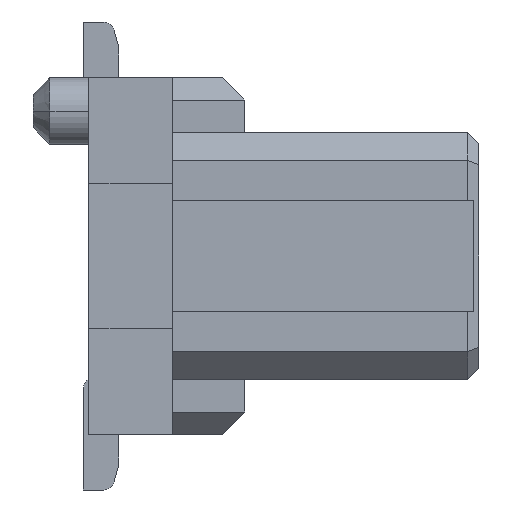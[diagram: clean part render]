
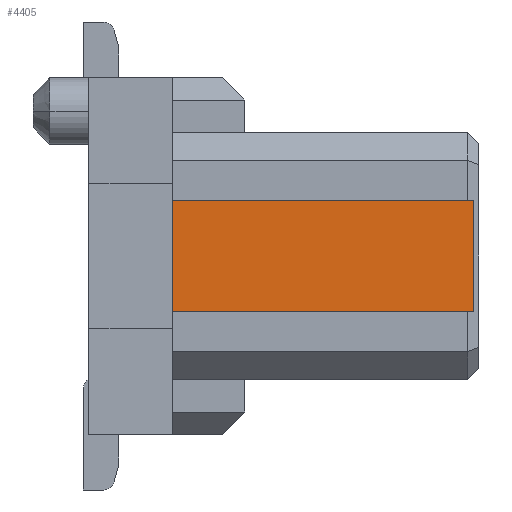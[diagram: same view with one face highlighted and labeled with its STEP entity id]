
A CAD part, left-side view. The second image highlights one B-rep face of the part: STEP entity #4405.
In plain terms, the highlighted planar face has unit normal (-1, 0, 0).
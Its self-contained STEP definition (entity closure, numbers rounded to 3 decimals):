
#2398=CARTESIAN_POINT('',(0.425,2.84,-2.1));
#2399=VERTEX_POINT('',#2398);
#2406=CARTESIAN_POINT('',(0.425,2.84,-1.1));
#2407=VERTEX_POINT('',#2406);
#2408=CARTESIAN_POINT('',(0.425,2.84,-2.1));
#2409=DIRECTION('',(0.,0.,1.));
#2410=VECTOR('',#2409,1.);
#2411=LINE('',#2408,#2410);
#2412=EDGE_CURVE('',#2399,#2407,#2411,.T.);
#4365=CARTESIAN_POINT('',(0.425,0.14,-2.1));
#4366=VERTEX_POINT('',#4365);
#4373=CARTESIAN_POINT('',(0.425,0.14,-2.1));
#4374=DIRECTION('',(0.,1.,0.));
#4375=VECTOR('',#4374,2.7);
#4376=LINE('',#4373,#4375);
#4377=EDGE_CURVE('',#4366,#2399,#4376,.T.);
#4382=CARTESIAN_POINT('',(0.425,2.894,-2.12));
#4383=DIRECTION('',(0.,0.,1.));
#4384=DIRECTION('',(-1.,0.,0.));
#4385=AXIS2_PLACEMENT_3D('',#4382,#4384,#4383);
#4386=PLANE('',#4385);
#4387=ORIENTED_EDGE('',*,*,#4377,.F.);
#4388=CARTESIAN_POINT('',(0.425,0.14,-1.1));
#4389=VERTEX_POINT('',#4388);
#4390=CARTESIAN_POINT('',(0.425,0.14,-2.1));
#4391=DIRECTION('',(0.,0.,1.));
#4392=VECTOR('',#4391,1.);
#4393=LINE('',#4390,#4392);
#4394=EDGE_CURVE('',#4366,#4389,#4393,.T.);
#4395=ORIENTED_EDGE('',*,*,#4394,.T.);
#4396=CARTESIAN_POINT('',(0.425,0.14,-1.1));
#4397=DIRECTION('',(0.,1.,0.));
#4398=VECTOR('',#4397,2.7);
#4399=LINE('',#4396,#4398);
#4400=EDGE_CURVE('',#4389,#2407,#4399,.T.);
#4401=ORIENTED_EDGE('',*,*,#4400,.T.);
#4402=ORIENTED_EDGE('',*,*,#2412,.F.);
#4403=EDGE_LOOP('',(#4387,#4395,#4401,#4402));
#4404=FACE_OUTER_BOUND('',#4403,.T.);
#4405=ADVANCED_FACE('',(#4404),#4386,.T.);
